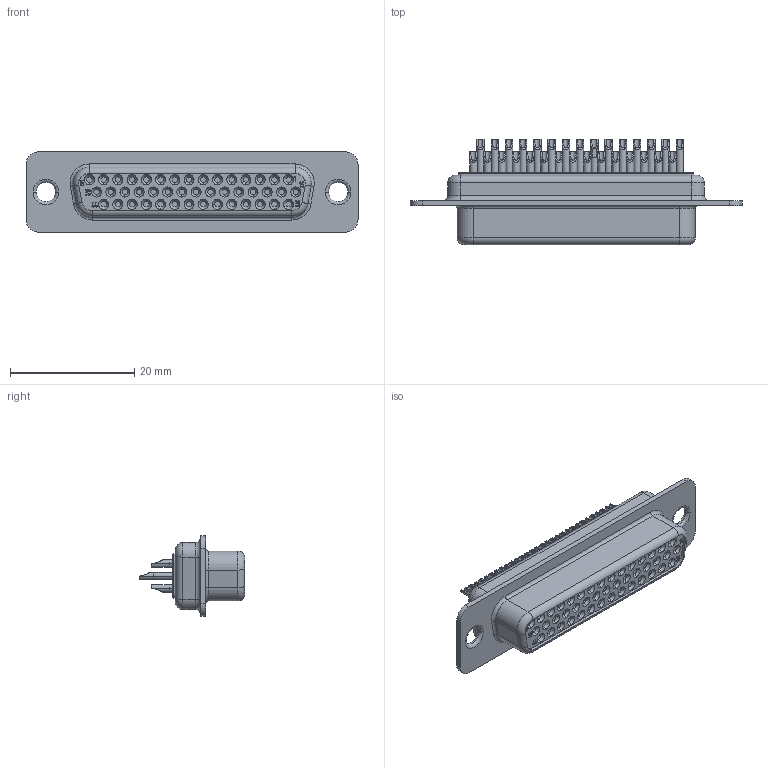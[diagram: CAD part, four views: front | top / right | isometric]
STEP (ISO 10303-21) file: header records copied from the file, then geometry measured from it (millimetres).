
FILE_DESCRIPTION(('Creo Elements/Direct Modeling STEP Export'),'2;1');
FILE_NAME('model.stp','2019-03-20T20:34:47',(''),(''),'Creo Elements/Direct Modeling STEP processor for AP214 (Solid Model)','Creo Elements/Direct Modeling 20.1A 29-Sep-2018 (C) Parametric Technology GmbH','');
FILE_SCHEMA(('AUTOMOTIVE_DESIGN { 1 0 10303 214 1 1 1 1 }'));
Products named in the file (2): VS-25-BU-DSUB-HD-EG
Assembly tree (1 placements, depth 2):
  VS-25-BU-DSUB-HD-EG
    VS-25-BU-DSUB-HD-EG
Bounding box: 53.42 x 16.97 x 12.93 mm (x, y, z)
Volume: 4081.1 mm3; surface area: 4056 mm2
Topology: 1 solids, 1 shells, 2042 faces, 5325 edges, 3530 vertices
Faces by surface type: cylinder 1025, plane 904, cone 88, torus 20, bspline 4, extrusion 1
Entity records: 93248 total; most frequent: CARTESIAN_POINT 26797, ORIENTED_EDGE 10650, DIRECTION 10401, EDGE_CURVE 5325, AXIS2_PLACEMENT_3D 3730, VERTEX_POINT 3530, VECTOR 2941, LINE 2940
